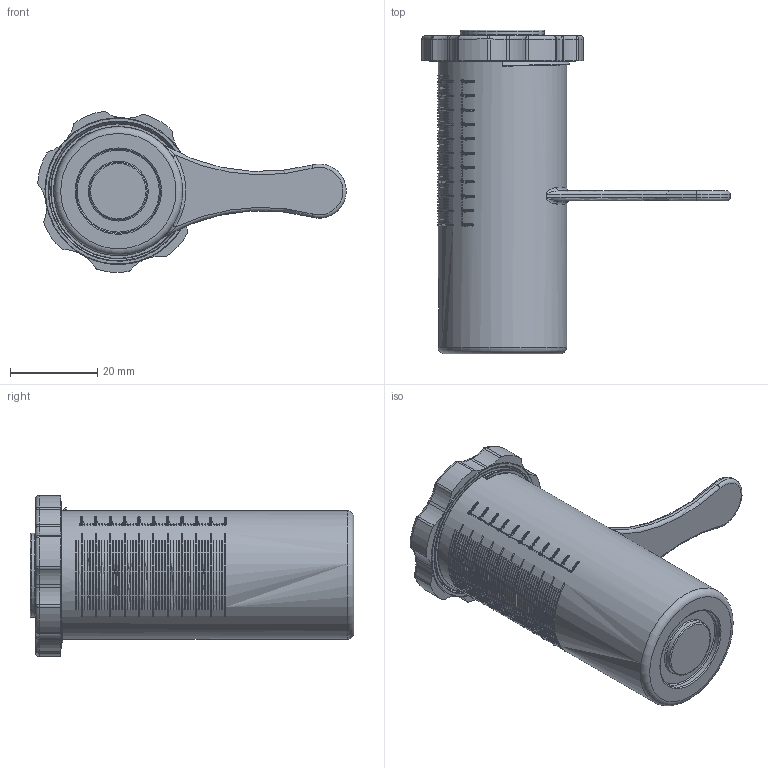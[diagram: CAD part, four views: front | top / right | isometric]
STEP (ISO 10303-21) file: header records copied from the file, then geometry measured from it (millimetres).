
FILE_DESCRIPTION((''),'2;1');
FILE_NAME('Scoop Assembly.stp','2012-04-21T14:22:35',('NCS'),(''),'Autodesk Inventor 2013','Autodesk Inventor 2013','');
FILE_SCHEMA(('AUTOMOTIVE_DESIGN { 1 0 10303 214 1 1 1 1 }'));
Length unit declared in the file: inch
Products named in the file (3): Scoop Assembly; Measuring Spoon Body Rev C; Measuring Spoon Top Rev C
Assembly tree (2 placements, depth 2):
  Scoop Assembly
    Measuring Spoon Body Rev C
    Measuring Spoon Top Rev C
Bounding box: 70.65 x 74.18 x 36.87 mm (x, y, z)
Volume: 14071.6 mm3; surface area: 18194.8 mm2
Topology: 2 solids, 2 shells, 2871 faces, 7520 edges, 4971 vertices
Faces by surface type: bspline 1506, plane 929, cylinder 314, torus 106, sphere 16
Full cylindrical faces by diameter (mm): 0.051 x1, 0.981 x2, 13.208 x1, 13.259 x1, 19.253 x1, 19.304 x1, 26.68 x1, 29.464 x2, 29.591 x1
Entity records: 407582 total; most frequent: CARTESIAN_POINT 344978, ORIENTED_EDGE 14958, EDGE_CURVE 7479, DIRECTION 7419, VERTEX_POINT 4961, B_SPLINE_CURVE_WITH_KNOTS 3364, EDGE_LOOP 3218, VECTOR 3061
